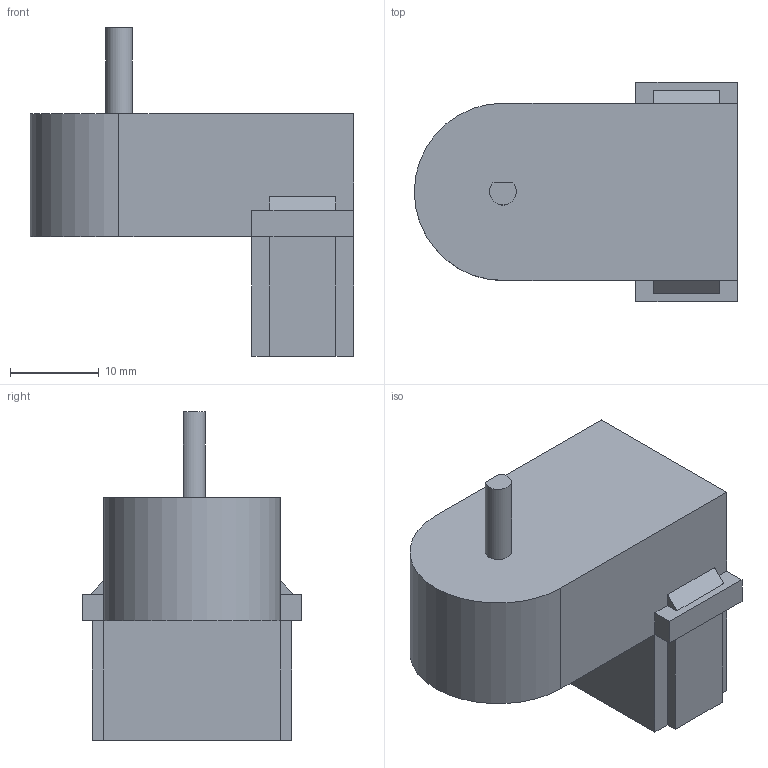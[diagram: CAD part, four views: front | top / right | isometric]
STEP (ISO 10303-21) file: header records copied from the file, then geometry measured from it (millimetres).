
FILE_DESCRIPTION(/* description */ (''),/* implementation_level */ '2;1');
FILE_NAME(/* name */ '457f255d-1c8a-479f-a7b1-fc42c378004f.stp',/* time_stamp */ '2016-08-31T16:37:34-07:00',/* author */ (''),/* organization */ (''),/* preprocessor_version */ 'ST-DEVELOPER v16.5',/* originating_system */ 'Autodesk Translation Framework v5.1.0.3141',/* authorisation */ '');
FILE_SCHEMA (('AUTOMOTIVE_DESIGN { 1 0 10303 214 3 1 1 }'));
Length unit declared in the file: centimetre
Products named in the file (1): Pololu1512-Mockup v1
Bounding box: 36.5 x 24.8 x 37.1 mm (x, y, z)
Volume: 13152.1 mm3; surface area: 3962.7 mm2
Topology: 1 solids, 1 shells, 35 faces, 90 edges, 58 vertices
Faces by surface type: plane 33, cylinder 2
Entity records: 1064 total; most frequent: CARTESIAN_POINT 184, ORIENTED_EDGE 180, DIRECTION 166, EDGE_CURVE 90, LINE 86, VECTOR 86, VERTEX_POINT 58, AXIS2_PLACEMENT_3D 40
